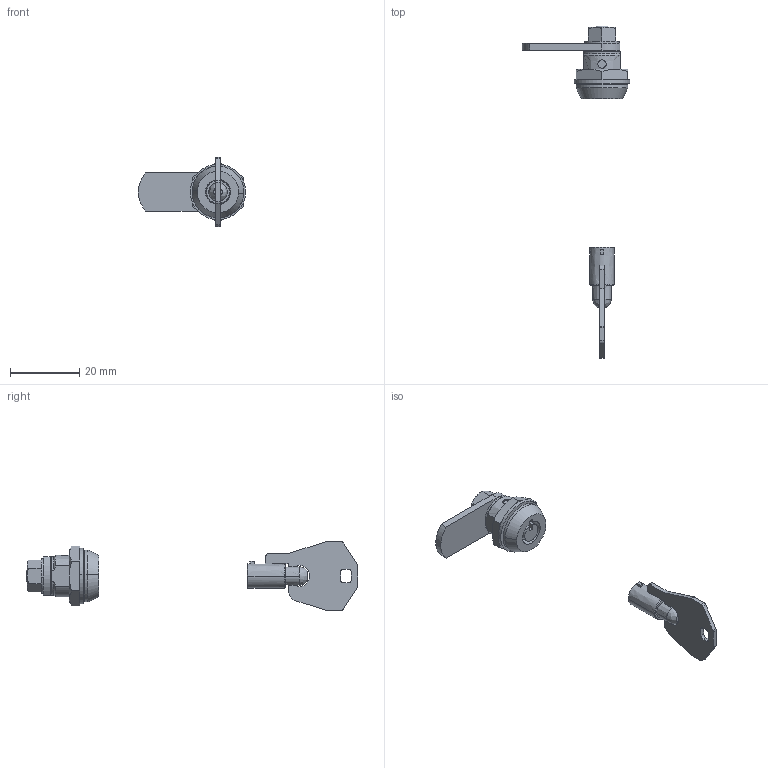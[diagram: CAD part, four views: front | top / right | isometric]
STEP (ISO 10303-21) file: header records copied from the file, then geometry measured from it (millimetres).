
FILE_DESCRIPTION((''),'2;1');
FILE_NAME('','2008-01-18T14:24:44',(''),(''),'','CADfix','');
FILE_SCHEMA(('AUTOMOTIVE_DESIGN { 1 0 10303 214 1 1 1 1 }'));
Length unit declared in the file: millimetre
Bounding box: 30.98 x 95.87 x 20 mm (x, y, z)
Volume: 3399.1 mm3; surface area: 4231.9 mm2
Topology: 7 solids, 7 shells, 160 faces, 457 edges, 320 vertices
Faces by surface type: bspline 160
Entity records: 5886 total; most frequent: CARTESIAN_POINT 3189, ORIENTED_EDGE 914, EDGE_CURVE 457, VERTEX_POINT 320, QUASI_UNIFORM_CURVE 231, EDGE_LOOP 185, FACE_OUTER_BOUND 160, ADVANCED_FACE 160
